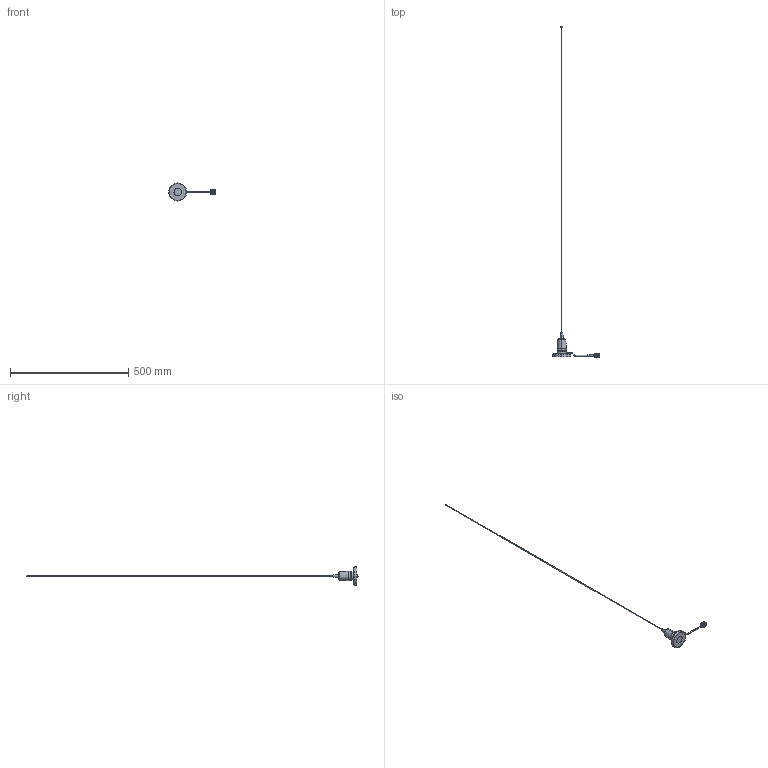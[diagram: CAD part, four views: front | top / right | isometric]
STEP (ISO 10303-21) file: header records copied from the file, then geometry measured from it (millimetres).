
FILE_DESCRIPTION (( 'STEP AP214' ), '1' );
FILE_NAME ('FMANMOB1006-NM_3D.step', '2023-03-15T17:54:13', ( '' ), ( '' ), 'SwSTEP 2.0', 'SolidWorks 2022', '' );
FILE_SCHEMA (( 'AUTOMOTIVE_DESIGN' ));
Length unit declared in the file: inch
Products named in the file (6): Copy of NM 230124^FMMA1-NMA10_CRIMPED; FMMA1-NMA10; Copy of HeatShrink-195-3_230124^FMMA1-NMA10; 1084 230124; Copy of NMO Base w Cable^FMMA1-NMA10; FMANMOB1006-NM_3D
Assembly tree (5 placements, depth 3):
  FMANMOB1006-NM_3D
    FMMA1-NMA10
      Copy of NMO Base w Cable^FMMA1-NMA10
      Copy of HeatShrink-195-3_230124^FMMA1-NMA10
      Copy of NM 230124^FMMA1-NMA10_CRIMPED
    1084 230124
Bounding box: 196.27 x 1401.31 x 76 mm (x, y, z)
Volume: 133698.2 mm3; surface area: 68935.5 mm2
Topology: 10 solids, 10 shells, 2567 faces, 5563 edges, 3029 vertices
Faces by surface type: bspline 1804, cylinder 624, plane 78, cone 39, torus 22
Entity records: 101158 total; most frequent: CARTESIAN_POINT 63710, ORIENTED_EDGE 11114, EDGE_CURVE 5557, VERTEX_POINT 3029, DIRECTION 2851, EDGE_LOOP 2604, ADVANCED_FACE 2567, FACE_OUTER_BOUND 2567
